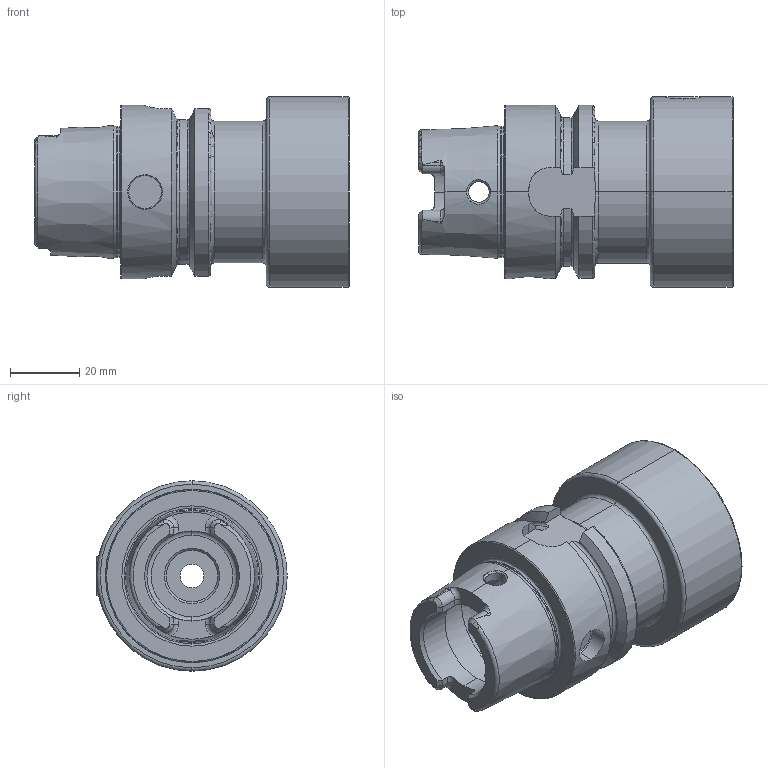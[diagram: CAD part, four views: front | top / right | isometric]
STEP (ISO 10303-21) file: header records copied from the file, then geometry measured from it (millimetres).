
FILE_DESCRIPTION (( 'STEP AP203' ), '1' );
FILE_NAME ('HA5-MB5.K01.066.STEP', '2013-01-28T09:04:55', ( 'baer' ), ( 'Hewlett-Packard Company' ), 'SwSTEP 2.0', 'SolidWorks 2012', '' );
FILE_SCHEMA (( 'CONFIG_CONTROL_DESIGN' ));
Length unit declared in the file: millimetre
Products named in the file (3): HA5-MB5.K01.066; MB5-ER1.001.017_A; HA5-MB5.K01.066_A_Fertigbearbeitung
Assembly tree (2 placements, depth 2):
  HA5-MB5.K01.066
    HA5-MB5.K01.066_A_Fertigbearbeitung
    MB5-ER1.001.017_A
Bounding box: 90.9 x 55 x 55 mm (x, y, z)
Volume: 101829.8 mm3; surface area: 27541.7 mm2
Topology: 2 solids, 2 shells, 221 faces, 567 edges, 352 vertices
Faces by surface type: cylinder 66, plane 66, torus 41, cone 40, bspline 8
Entity records: 8560 total; most frequent: CARTESIAN_POINT 3018, ORIENTED_EDGE 1130, DIRECTION 1091, EDGE_CURVE 565, AXIS2_PLACEMENT_3D 449, VERTEX_POINT 352, EDGE_LOOP 233, CIRCLE 231
